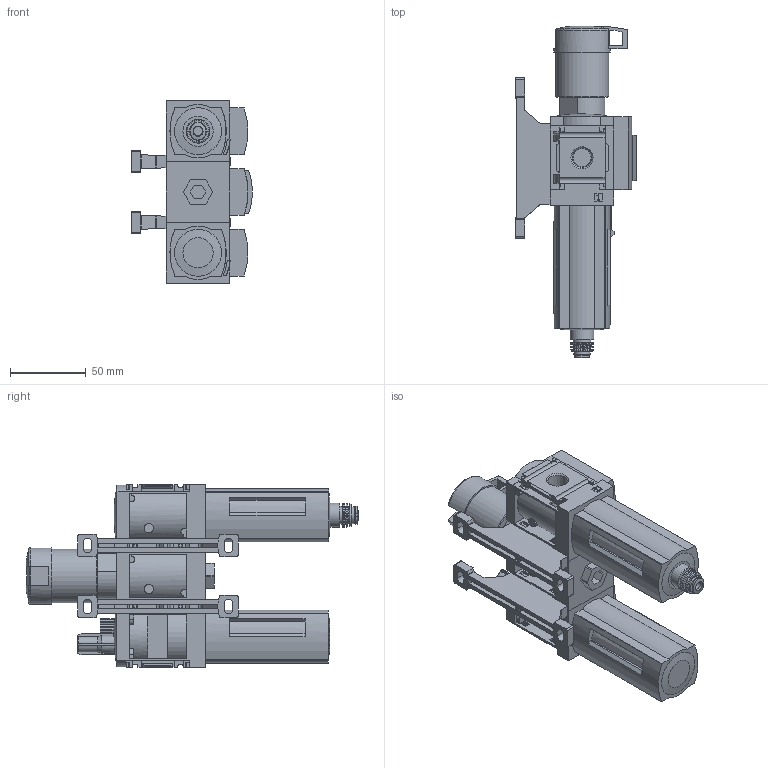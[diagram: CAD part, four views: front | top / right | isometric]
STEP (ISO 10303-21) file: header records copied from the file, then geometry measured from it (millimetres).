
FILE_DESCRIPTION(/* description */ ('STEP AP214'),/* implementation_level */ '2;1');
FILE_NAME(/* name */ '541434_MSB4N-1_4_H4N3M1-WP',/* time_stamp */ '2024-09-11T17:47:17+02:00',/* author */ ('License CC BY-ND 4.0'),/* organization */ ('CADENAS'),/* preprocessor_version */ 'ST-DEVELOPER v19.3',/* originating_system */ 'PARTsolutions',/* authorisation */ ' ');
FILE_SCHEMA (('AUTOMOTIVE_DESIGN {1 0 10303 214 3 1 1}'));
Length unit declared in the file: millimetre
Products named in the file (7): 541434 MSB4N-1/4:H4N3M1-WP; 527696 MS4N-LF-1/4-C-R-V-1D; 526489 MS4-LFR-V; 527691 MS4N-LR-1/4-D7-BAR-AS-1D; 8140202 MS4-WP1---(00wp); 8092760 MS4-MV-B---(42.7_high_m); 527702 MS4N-LOE-1/4-R-1D
Assembly tree (8 placements, depth 2):
  541434 MSB4N-1/4:H4N3M1-WP
    527696 MS4N-LF-1/4-C-R-V-1D
    526489 MS4-LFR-V
    527691 MS4N-LR-1/4-D7-BAR-AS-1D
    8140202 MS4-WP1---(00wp)  x2
    8092760 MS4-MV-B---(42.7_high_m)  x2
    527702 MS4N-LOE-1/4-R-1D
Bounding box: 80 x 219.65 x 120.6 mm (x, y, z)
Volume: 574524.9 mm3; surface area: 110977.2 mm2
Topology: 8 solids, 8 shells, 1229 faces, 3426 edges, 2251 vertices
Faces by surface type: plane 824, cylinder 323, cone 47, torus 33, sphere 2
Full cylindrical faces by diameter (mm): 2.459 x4, 2.55 x4, 3 x4, 3.2 x1, 5.6 x4, 6 x1, 6.1 x6, 11 x1, 11.4 x1, 11.6 x1, 11.8 x1, 15.8 x1, 35.2 x1, 37.2 x1
Entity records: 40456 total; most frequent: CARTESIAN_POINT 6363, ORIENTED_EDGE 5744, DIRECTION 5483, EDGE_CURVE 2872, LINE 2117, VECTOR 2117, VERTEX_POINT 1929, AXIS2_PLACEMENT_3D 1683
